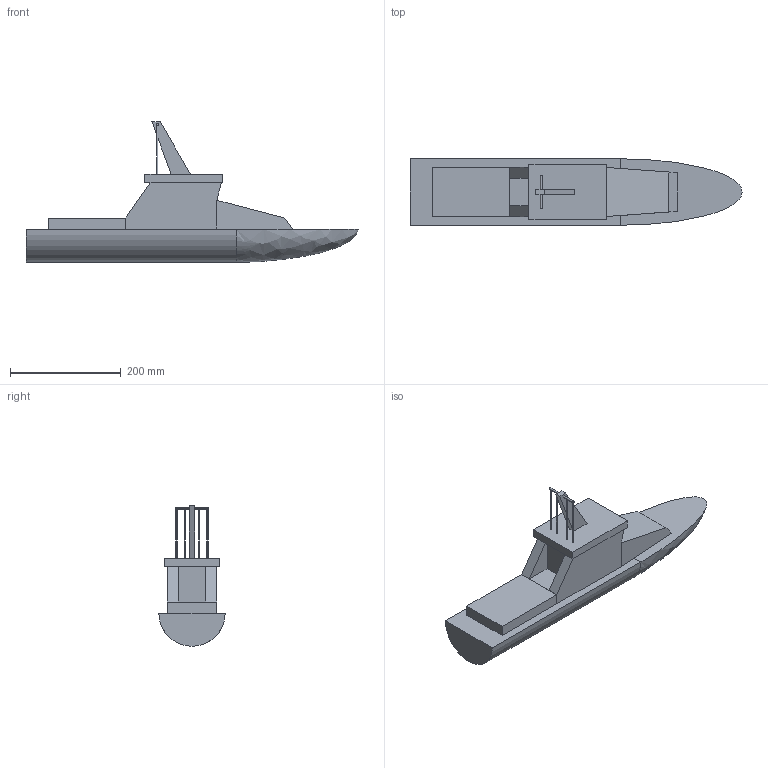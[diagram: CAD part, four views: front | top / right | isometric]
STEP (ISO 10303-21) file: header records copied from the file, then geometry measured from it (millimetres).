
FILE_DESCRIPTION(('STEP AP214'),'1');
FILE_NAME('IHF-Boat_SuperFine.stp','2014-04-24T12:51:46',('schraml'),(' '),'Spatial InterOp 3D','CST ACIS InterOp Converter 2009',' ');
FILE_SCHEMA(('automotive_design'));
Length unit declared in the file: millimetre
Products named in the file (11): Rumpf|Rumpf; Rumpf|Bug; Aufbauten|Aufbau; Aufbauten|Ladedeck; Mast|Mast; Mast|Quermast; Mast|Dach; Mast|Takelage 1; Mast|Takelage 2; Mast|Takelage 3; Mast|Takelage 4
Bounding box: 600 x 120 x 254 mm (x, y, z)
Volume: 4898118.7 mm3; surface area: 368478.9 mm2
Topology: 11 solids, 11 shells, 62 faces, 116 edges, 75 vertices
Faces by surface type: plane 49, cylinder 12, revolution 1
Entity records: 2338 total; most frequent: CARTESIAN_POINT 330, DIRECTION 283, ORIENTED_EDGE 230, EDGE_CURVE 115, AXIS2_PLACEMENT_3D 97, LINE 88, VECTOR 88, VERTEX_POINT 75
